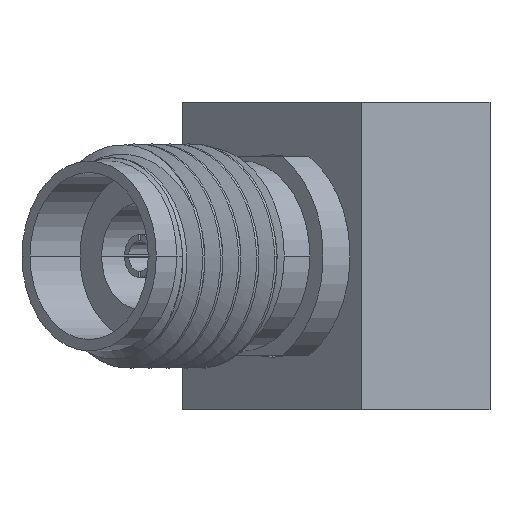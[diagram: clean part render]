
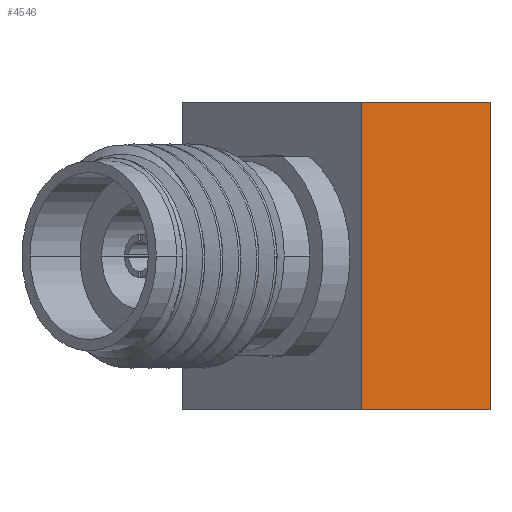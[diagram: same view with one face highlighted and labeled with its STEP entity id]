
A CAD part, left-side view. The second image highlights one B-rep face of the part: STEP entity #4546.
In plain terms, the highlighted planar face has unit normal (-0.707, -0.707, 0).
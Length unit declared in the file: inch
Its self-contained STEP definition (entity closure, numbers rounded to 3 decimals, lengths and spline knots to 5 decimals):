
#97 = CARTESIAN_POINT ( 'NONE',  ( -0.19684, 0.00197, -0.16732 ) ) ;
#126 = DIRECTION ( 'NONE',  ( 0.707, -0.707, 0. ) ) ;
#143 = DIRECTION ( 'NONE',  ( 0., 0., 1. ) ) ;
#265 = VERTEX_POINT ( 'NONE', #4502 ) ;
#363 = CARTESIAN_POINT ( 'NONE',  ( -0.05708, -0.1378, -0.16732 ) ) ;
#566 = VECTOR ( 'NONE', #1262, 39.37008 ) ;
#609 = LINE ( 'NONE', #2966, #4306 ) ;
#691 = LINE ( 'NONE', #1221, #3504 ) ;
#1121 = PLANE ( 'NONE',  #2508 ) ;
#1221 = CARTESIAN_POINT ( 'NONE',  ( -0.19684, 0.00197, -0.16732 ) ) ;
#1258 = EDGE_CURVE ( 'NONE', #265, #5358, #2995, .T. ) ;
#1262 = DIRECTION ( 'NONE',  ( 0., 0., 1. ) ) ;
#1442 = VECTOR ( 'NONE', #126, 39.37008 ) ;
#1468 = LINE ( 'NONE', #5204, #1442 ) ;
#1647 = DIRECTION ( 'NONE',  ( -0.707, -0.707, 0. ) ) ;
#1680 = CARTESIAN_POINT ( 'NONE',  ( -0.19684, 0.00197, -0.16732 ) ) ;
#2377 = ORIENTED_EDGE ( 'NONE', *, *, #4956, .F. ) ;
#2508 = AXIS2_PLACEMENT_3D ( 'NONE', #1680, #1647, #5850 ) ;
#2545 = ORIENTED_EDGE ( 'NONE', *, *, #1258, .T. ) ;
#2959 = EDGE_CURVE ( 'NONE', #3589, #4710, #609, .T. ) ;
#2966 = CARTESIAN_POINT ( 'NONE',  ( -0.19684, 0.00197, -0.16732 ) ) ;
#2995 = LINE ( 'NONE', #363, #566 ) ;
#3157 = ORIENTED_EDGE ( 'NONE', *, *, #4604, .T. ) ;
#3504 = VECTOR ( 'NONE', #4462, 39.37008 ) ;
#3589 = VERTEX_POINT ( 'NONE', #97 ) ;
#3612 = CARTESIAN_POINT ( 'NONE',  ( -0.05708, -0.1378, 0.16732 ) ) ;
#4306 = VECTOR ( 'NONE', #143, 39.37008 ) ;
#4462 = DIRECTION ( 'NONE',  ( 0.707, -0.707, 0. ) ) ;
#4494 = CARTESIAN_POINT ( 'NONE',  ( -0.19684, 0.00197, 0.16732 ) ) ;
#4502 = CARTESIAN_POINT ( 'NONE',  ( -0.05708, -0.1378, -0.16732 ) ) ;
#4546 = ADVANCED_FACE ( 'NONE', ( #4889 ), #1121, .T. ) ;
#4604 = EDGE_CURVE ( 'NONE', #3589, #265, #691, .T. ) ;
#4710 = VERTEX_POINT ( 'NONE', #4494 ) ;
#4889 = FACE_OUTER_BOUND ( 'NONE', #5912, .T. ) ;
#4956 = EDGE_CURVE ( 'NONE', #4710, #5358, #1468, .T. ) ;
#5204 = CARTESIAN_POINT ( 'NONE',  ( -0.19684, 0.00197, 0.16732 ) ) ;
#5358 = VERTEX_POINT ( 'NONE', #3612 ) ;
#5850 = DIRECTION ( 'NONE',  ( -0.707, 0.707, 0. ) ) ;
#5912 = EDGE_LOOP ( 'NONE', ( #2545, #2377, #6047, #3157 ) ) ;
#6047 = ORIENTED_EDGE ( 'NONE', *, *, #2959, .F. ) ;
